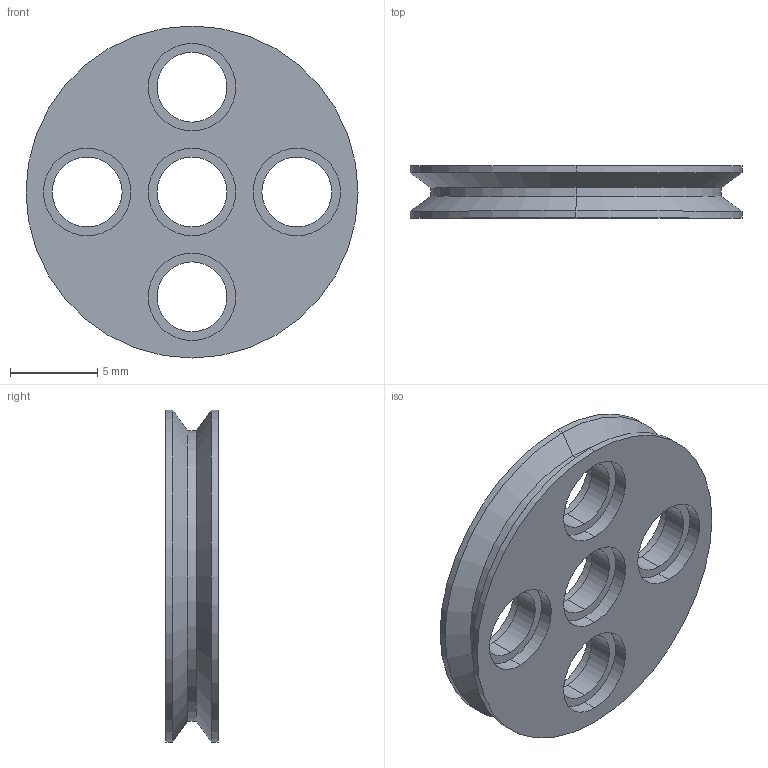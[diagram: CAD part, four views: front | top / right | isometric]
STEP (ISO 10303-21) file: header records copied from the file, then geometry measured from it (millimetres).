
FILE_DESCRIPTION (( 'STEP AP203' ), '1' );
FILE_NAME ('SP0-5_Défaut_sldprt.STEP', '2020-09-23T18:11:39', ( '' ), ( '' ), 'SwSTEP 2.0', 'SolidWorks 2019', '' );
FILE_SCHEMA (( 'CONFIG_CONTROL_DESIGN' ));
Length unit declared in the file: millimetre
Products named in the file (1): SP0-5_Défaut_sldprt
Bounding box: 19 x 3 x 19 mm (x, y, z)
Volume: 513.7 mm3; surface area: 893.3 mm2
Topology: 1 solids, 1 shells, 52 faces, 112 edges, 72 vertices
Faces by surface type: cylinder 36, plane 12, cone 4
Entity records: 1541 total; most frequent: DIRECTION 290, CARTESIAN_POINT 237, ORIENTED_EDGE 224, AXIS2_PLACEMENT_3D 125, EDGE_CURVE 112, EDGE_LOOP 72, VERTEX_POINT 72, CIRCLE 72
